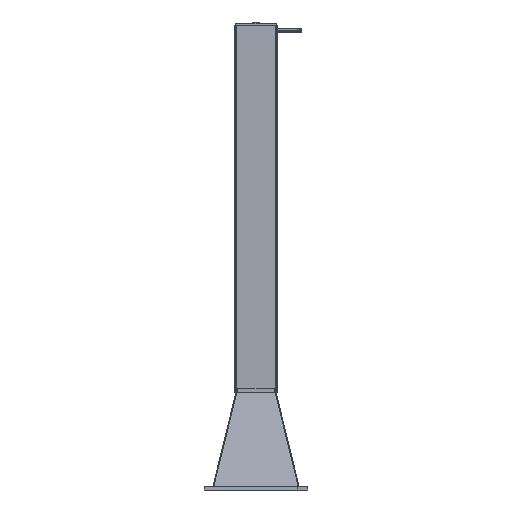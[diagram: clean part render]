
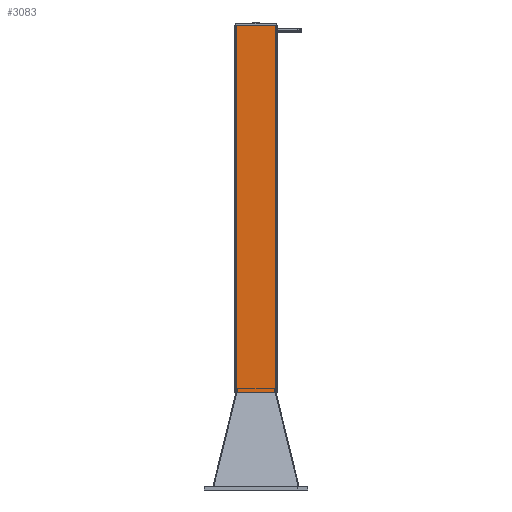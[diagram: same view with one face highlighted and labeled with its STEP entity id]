
A CAD part, left-side view. The second image highlights one B-rep face of the part: STEP entity #3083.
In plain terms, the highlighted face is planar.
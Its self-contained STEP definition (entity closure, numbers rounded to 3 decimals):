
#3083=ADVANCED_FACE('',(#5480),#5481,.T.);
#5480=FACE_OUTER_BOUND('',#7907,.T.);
#5481=PLANE('',#7908);
#7907=EDGE_LOOP('',(#16835,#16836,#16837,#16838));
#7908=AXIS2_PLACEMENT_3D('',#16839,#16840,#16841);
#16835=ORIENTED_EDGE('',*,*,#20049,.T.);
#16836=ORIENTED_EDGE('',*,*,#20050,.F.);
#16837=ORIENTED_EDGE('',*,*,#20051,.T.);
#16838=ORIENTED_EDGE('',*,*,#20052,.T.);
#16839=CARTESIAN_POINT('',(0.,175.0,0.0));
#16840=DIRECTION('',(0.0,1.0,0.0));
#16841=DIRECTION('',(-1.0,0.0,0.0));
#20049=EDGE_CURVE('',#22537,#22538,#22539,.T.);
#20050=EDGE_CURVE('',#22540,#22538,#22541,.T.);
#20051=EDGE_CURVE('',#22540,#22542,#22543,.T.);
#20052=EDGE_CURVE('',#22542,#22537,#22544,.T.);
#22537=VERTEX_POINT('',#27364);
#22538=VERTEX_POINT('',#27365);
#22539=LINE('',#27366,#27367);
#22540=VERTEX_POINT('',#27368);
#22541=LINE('',#27369,#27370);
#22542=VERTEX_POINT('',#27371);
#22543=LINE('',#27372,#27373);
#22544=LINE('',#27374,#27375);
#27364=CARTESIAN_POINT('',(-160.0,175.0,3000.0));
#27365=CARTESIAN_POINT('',(160.0,175.0,3000.0));
#27366=CARTESIAN_POINT('',(160.0,175.0,3000.0));
#27367=VECTOR('',#31624,1.0);
#27368=CARTESIAN_POINT('',(160.0,175.0,0.0));
#27369=CARTESIAN_POINT('',(160.0,175.0,0.0));
#27370=VECTOR('',#31625,1.0);
#27371=CARTESIAN_POINT('',(-160.0,175.0,0.0));
#27372=CARTESIAN_POINT('',(160.0,175.0,0.0));
#27373=VECTOR('',#31626,1.0);
#27374=CARTESIAN_POINT('',(-160.0,175.0,0.0));
#27375=VECTOR('',#31627,1.0);
#31624=DIRECTION('',(1.0,0.0,0.0));
#31625=DIRECTION('',(0.0,0.0,1.0));
#31626=DIRECTION('',(-1.0,0.0,0.0));
#31627=DIRECTION('',(0.0,0.0,1.0));
